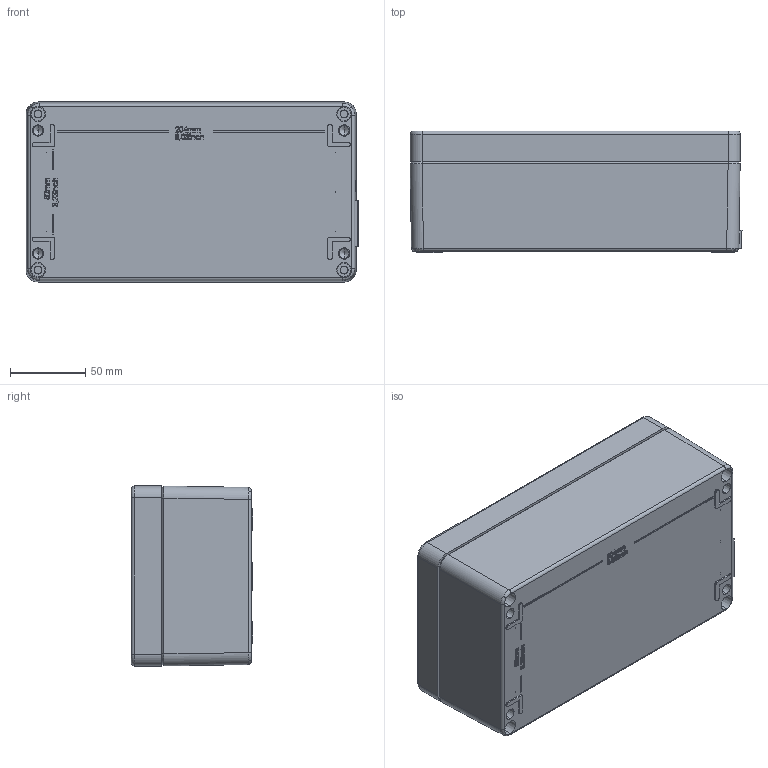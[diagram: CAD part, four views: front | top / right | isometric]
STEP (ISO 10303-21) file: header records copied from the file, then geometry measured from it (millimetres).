
FILE_DESCRIPTION (( 'STEP AP214' ), '1' );
FILE_NAME ('25122208.STEP', '2012-06-14T06:03:01', ( ' ' ), ( '' ), 'SwSTEP 2.0', 'SolidWorks 2011', '' );
FILE_SCHEMA (( 'AUTOMOTIVE_DESIGN' ));
Length unit declared in the file: millimetre
Products named in the file (10): 92441; 83171; 95947; 92081; 01122208_EX; 82014; 93134; 02152; 01152_Bearbeitung_n_ZngNr.:_01-2-011510-01-0; 25122208
Assembly tree (12 placements, depth 3):
  25122208
    95947
    83171
    01122208_EX
      93134  x4
      02152
      82014
      01152_Bearbeitung_n_ZngNr.:_01-2-011510-01-0
    92441
    92081
Bounding box: 221.23 x 81 x 120 mm (x, y, z)
Volume: 495221.9 mm3; surface area: 228502.9 mm2
Topology: 11 solids, 11 shells, 1233 faces, 3111 edges, 1988 vertices
Faces by surface type: plane 556, bspline 265, cone 178, cylinder 166, torus 60, sphere 8
Entity records: 48112 total; most frequent: CARTESIAN_POINT 21946, ORIENTED_EDGE 5718, DIRECTION 4595, EDGE_CURVE 2859, VERTEX_POINT 1838, VECTOR 1641, LINE 1641, AXIS2_PLACEMENT_3D 1477
